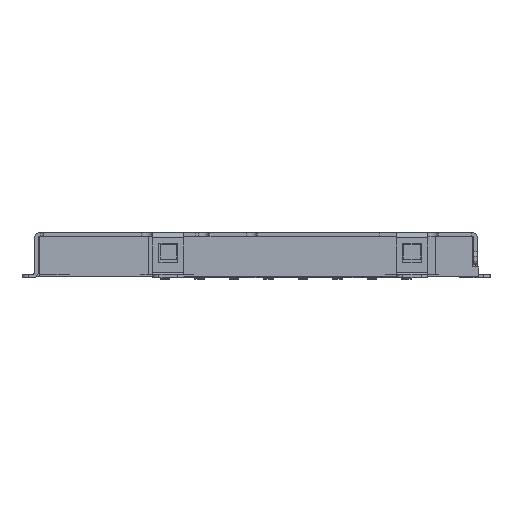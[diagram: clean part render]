
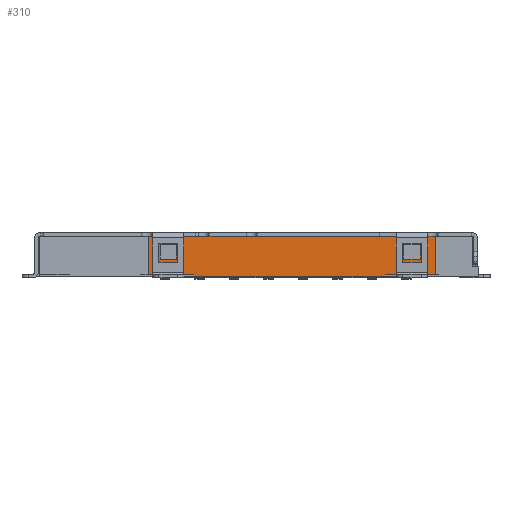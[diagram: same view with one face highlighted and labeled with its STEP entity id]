
A CAD part, front view. The second image highlights one B-rep face of the part: STEP entity #310.
In plain terms, the highlighted planar face has unit normal (0, -1, 0).
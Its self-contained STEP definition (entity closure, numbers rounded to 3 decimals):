
#310 = ADVANCED_FACE( '', ( #1222 ), #1223, .T. );
#1222 = FACE_OUTER_BOUND( '', #2961, .T. );
#1223 = PLANE( '', #2962 );
#2961 = EDGE_LOOP( '', ( #5114, #5115, #5116, #5117, #5118, #5119, #5120, #5121, #5122, #5123, #5124, #5125 ) );
#2962 = AXIS2_PLACEMENT_3D( '', #5126, #5127, #5128 );
#5114 = ORIENTED_EDGE( '', *, *, #12625, .F. );
#5115 = ORIENTED_EDGE( '', *, *, #12626, .T. );
#5116 = ORIENTED_EDGE( '', *, *, #12627, .T. );
#5117 = ORIENTED_EDGE( '', *, *, #12628, .T. );
#5118 = ORIENTED_EDGE( '', *, *, #12629, .T. );
#5119 = ORIENTED_EDGE( '', *, *, #12630, .T. );
#5120 = ORIENTED_EDGE( '', *, *, #12631, .T. );
#5121 = ORIENTED_EDGE( '', *, *, #12632, .F. );
#5122 = ORIENTED_EDGE( '', *, *, #12633, .F. );
#5123 = ORIENTED_EDGE( '', *, *, #12445, .F. );
#5124 = ORIENTED_EDGE( '', *, *, #12634, .T. );
#5125 = ORIENTED_EDGE( '', *, *, #12635, .F. );
#5126 = CARTESIAN_POINT( '', ( 5.73, -6.93, 0.605 ) );
#5127 = DIRECTION( '', ( 0., -1., 0. ) );
#5128 = DIRECTION( '', ( 0., 0., -1. ) );
#12445 = EDGE_CURVE( '', #15174, #15176, #15177, .T. );
#12625 = EDGE_CURVE( '', #15522, #15523, #15524, .T. );
#12626 = EDGE_CURVE( '', #15522, #15525, #15526, .T. );
#12627 = EDGE_CURVE( '', #15525, #14982, #15527, .T. );
#12628 = EDGE_CURVE( '', #14982, #14944, #15528, .T. );
#12629 = EDGE_CURVE( '', #14944, #15529, #15530, .T. );
#12630 = EDGE_CURVE( '', #15529, #15531, #15532, .T. );
#12631 = EDGE_CURVE( '', #15531, #15533, #15534, .T. );
#12632 = EDGE_CURVE( '', #15535, #15533, #15536, .T. );
#12633 = EDGE_CURVE( '', #15176, #15535, #15537, .T. );
#12634 = EDGE_CURVE( '', #15174, #15538, #15539, .T. );
#12635 = EDGE_CURVE( '', #15523, #15538, #15540, .T. );
#14944 = VERTEX_POINT( '', #19244 );
#14982 = VERTEX_POINT( '', #19296 );
#15174 = VERTEX_POINT( '', #19585 );
#15176 = VERTEX_POINT( '', #19588 );
#15177 = LINE( '', #19589, #19590 );
#15522 = VERTEX_POINT( '', #20095 );
#15523 = VERTEX_POINT( '', #20096 );
#15524 = LINE( '', #20097, #20098 );
#15525 = VERTEX_POINT( '', #20099 );
#15526 = LINE( '', #20100, #20101 );
#15527 = LINE( '', #20102, #20103 );
#15528 = LINE( '', #20104, #20105 );
#15529 = VERTEX_POINT( '', #20106 );
#15530 = LINE( '', #20107, #20108 );
#15531 = VERTEX_POINT( '', #20109 );
#15532 = LINE( '', #20110, #20111 );
#15533 = VERTEX_POINT( '', #20112 );
#15534 = LINE( '', #20113, #20114 );
#15535 = VERTEX_POINT( '', #20115 );
#15536 = LINE( '', #20116, #20117 );
#15537 = LINE( '', #20118, #20119 );
#15538 = VERTEX_POINT( '', #20120 );
#15539 = LINE( '', #20121, #20122 );
#15540 = LINE( '', #20123, #20124 );
#19244 = CARTESIAN_POINT( '', ( -2.3, -6.93, 0.605 ) );
#19296 = CARTESIAN_POINT( '', ( 4.48, -6.93, 0.605 ) );
#19585 = CARTESIAN_POINT( '', ( 4.13, -6.93, -0.675 ) );
#19588 = CARTESIAN_POINT( '', ( -1.99, -6.93, -0.675 ) );
#19589 = CARTESIAN_POINT( '', ( 4.13, -6.93, -0.675 ) );
#19590 = VECTOR( '', #25789, 1000. );
#20095 = CARTESIAN_POINT( '', ( 5.73, -6.93, 0.605 ) );
#20096 = CARTESIAN_POINT( '', ( 5.73, -6.93, -0.625 ) );
#20097 = CARTESIAN_POINT( '', ( 5.73, -6.93, 0.605 ) );
#20098 = VECTOR( '', #26013, 1000. );
#20099 = CARTESIAN_POINT( '', ( 5.48, -6.93, 0.605 ) );
#20100 = CARTESIAN_POINT( '', ( 5.73, -6.93, 0.605 ) );
#20101 = VECTOR( '', #26014, 1000. );
#20102 = CARTESIAN_POINT( '', ( 5.48, -6.93, 0.605 ) );
#20103 = VECTOR( '', #26015, 1000. );
#20104 = CARTESIAN_POINT( '', ( 4.48, -6.93, 0.605 ) );
#20105 = VECTOR( '', #26016, 1000. );
#20106 = CARTESIAN_POINT( '', ( -3.3, -6.93, 0.605 ) );
#20107 = CARTESIAN_POINT( '', ( -2.3, -6.93, 0.605 ) );
#20108 = VECTOR( '', #26017, 1000. );
#20109 = CARTESIAN_POINT( '', ( -3.44, -6.93, 0.605 ) );
#20110 = CARTESIAN_POINT( '', ( -3.3, -6.93, 0.605 ) );
#20111 = VECTOR( '', #26018, 1000. );
#20112 = CARTESIAN_POINT( '', ( -3.44, -6.93, -0.625 ) );
#20113 = CARTESIAN_POINT( '', ( -3.44, -6.93, 0.605 ) );
#20114 = VECTOR( '', #26019, 1000. );
#20115 = CARTESIAN_POINT( '', ( -1.99, -6.93, -0.625 ) );
#20116 = CARTESIAN_POINT( '', ( -1.99, -6.93, -0.625 ) );
#20117 = VECTOR( '', #26020, 1000. );
#20118 = CARTESIAN_POINT( '', ( -1.99, -6.93, -0.675 ) );
#20119 = VECTOR( '', #26021, 1000. );
#20120 = CARTESIAN_POINT( '', ( 4.13, -6.93, -0.625 ) );
#20121 = CARTESIAN_POINT( '', ( 4.13, -6.93, -0.675 ) );
#20122 = VECTOR( '', #26022, 1000. );
#20123 = CARTESIAN_POINT( '', ( 5.73, -6.93, -0.625 ) );
#20124 = VECTOR( '', #26023, 1000. );
#25789 = DIRECTION( '', ( -1., 0., 0. ) );
#26013 = DIRECTION( '', ( 0., 0., -1. ) );
#26014 = DIRECTION( '', ( -1., 0., 0. ) );
#26015 = DIRECTION( '', ( -1., 0., 0. ) );
#26016 = DIRECTION( '', ( -1., 0., 0. ) );
#26017 = DIRECTION( '', ( -1., 0., 0. ) );
#26018 = DIRECTION( '', ( -1., 0., 0. ) );
#26019 = DIRECTION( '', ( 0., 0., -1. ) );
#26020 = DIRECTION( '', ( -1., 0., 0. ) );
#26021 = DIRECTION( '', ( 0., 0., 1. ) );
#26022 = DIRECTION( '', ( 0., 0., 1. ) );
#26023 = DIRECTION( '', ( -1., 0., 0. ) );
